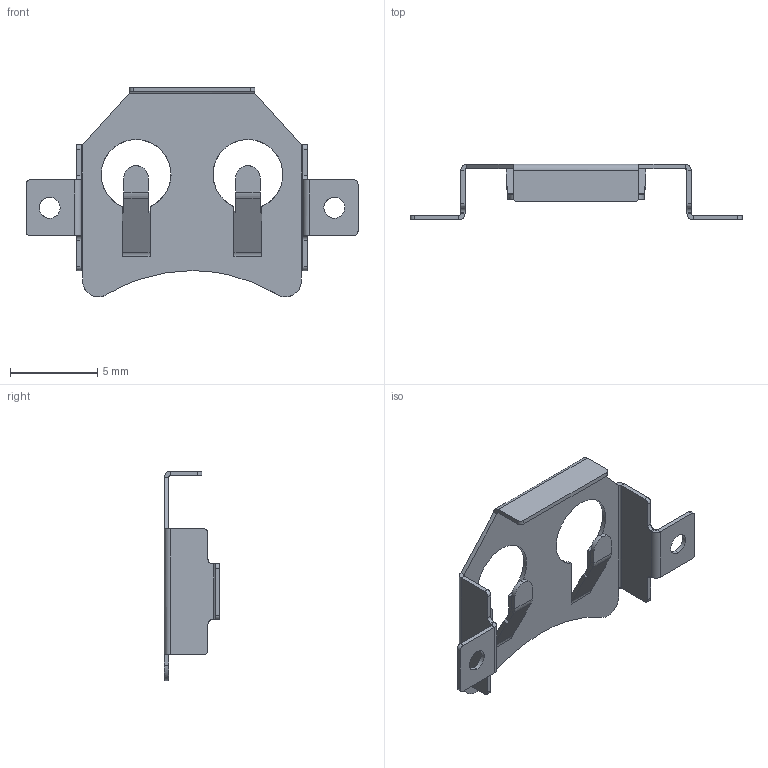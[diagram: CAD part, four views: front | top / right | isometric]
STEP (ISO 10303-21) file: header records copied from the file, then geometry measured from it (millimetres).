
FILE_DESCRIPTION(('STEP AP242'),'1');
FILE_NAME('bh-122a-5.stp','2024-04-21T12:44:36',('TraceParts'),('TraceParts S.A.'),'Spatial InterOp 3D',' ',' ');
FILE_SCHEMA(('AP242_MANAGED_MODEL_BASED_3D_ENGINEERING_MIM_LF {1 0 10303 442 1 1 4}'));
Length unit declared in the file: millimetre
Products named in the file (1): bh-122a-5
Bounding box: 19 x 3.17 x 12 mm (x, y, z)
Volume: 45 mm3; surface area: 396.3 mm2
Topology: 1 solids, 1 shells, 156 faces, 395 edges, 242 vertices
Faces by surface type: bspline 156
Entity records: 4724 total; most frequent: CARTESIAN_POINT 2367, ORIENTED_EDGE 790, EDGE_CURVE 395, B_SPLINE_CURVE_WITH_KNOTS 326, VERTEX_POINT 242, EDGE_LOOP 165, ADVANCED_FACE 156, FACE_OUTER_BOUND 156
